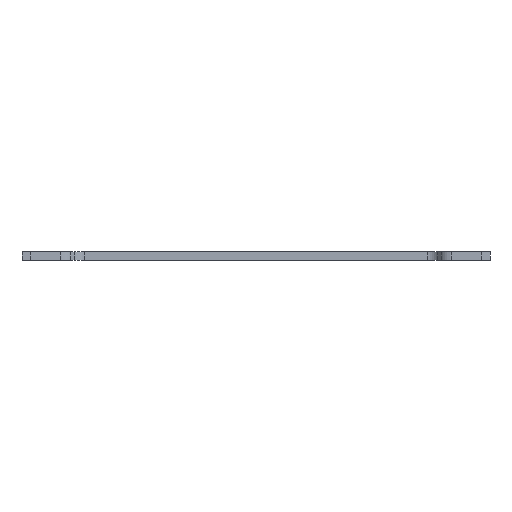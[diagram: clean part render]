
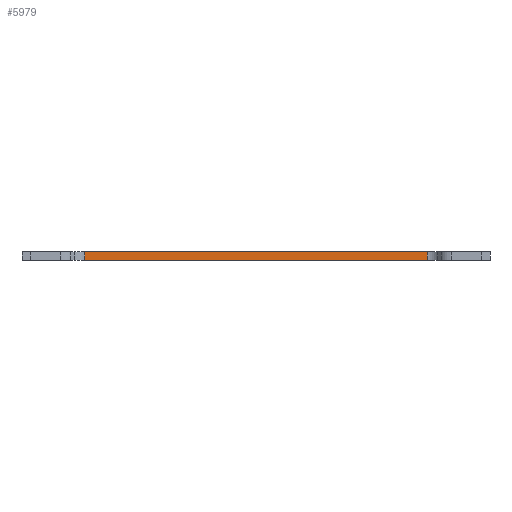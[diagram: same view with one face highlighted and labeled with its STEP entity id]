
A CAD part, front view. The second image highlights one B-rep face of the part: STEP entity #5979.
In plain terms, the highlighted planar face has unit normal (0, -1, 0).
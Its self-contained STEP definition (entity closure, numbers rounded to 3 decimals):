
#374 = LINE ( 'NONE', #7075, #7637 ) ;
#496 = DIRECTION ( 'NONE',  ( 0., 1., 0. ) ) ;
#749 = ORIENTED_EDGE ( 'NONE', *, *, #1828, .T. ) ;
#1135 = VERTEX_POINT ( 'NONE', #7839 ) ;
#1828 = EDGE_CURVE ( 'NONE', #1135, #3373, #374, .T. ) ;
#1899 = EDGE_CURVE ( 'NONE', #7046, #3912, #3443, .T. ) ;
#2013 = CARTESIAN_POINT ( 'NONE',  ( -128.109, 10., 3. ) ) ;
#2417 = CARTESIAN_POINT ( 'NONE',  ( 123.446, 10., -3. ) ) ;
#2837 = DIRECTION ( 'NONE',  ( 1., 0., 0. ) ) ;
#2894 = CARTESIAN_POINT ( 'NONE',  ( -128.109, 10., -3. ) ) ;
#3017 = CARTESIAN_POINT ( 'NONE',  ( -128.109, 10., 3. ) ) ;
#3373 = VERTEX_POINT ( 'NONE', #5468 ) ;
#3443 = LINE ( 'NONE', #6172, #8852 ) ;
#3681 = EDGE_LOOP ( 'NONE', ( #7874, #749, #8900, #5125 ) ) ;
#3912 = VERTEX_POINT ( 'NONE', #5650 ) ;
#4474 = VECTOR ( 'NONE', #7972, 1000. ) ;
#4965 = EDGE_CURVE ( 'NONE', #3373, #7046, #7068, .T. ) ;
#5125 = ORIENTED_EDGE ( 'NONE', *, *, #1899, .T. ) ;
#5468 = CARTESIAN_POINT ( 'NONE',  ( -123.446, 10., -3. ) ) ;
#5643 = DIRECTION ( 'NONE',  ( 0., 0., 1. ) ) ;
#5650 = CARTESIAN_POINT ( 'NONE',  ( 123.446, 10., 3. ) ) ;
#5979 = ADVANCED_FACE ( 'NONE', ( #8257 ), #8433, .F. ) ;
#6083 = DIRECTION ( 'NONE',  ( 0., 0., 1. ) ) ;
#6172 = CARTESIAN_POINT ( 'NONE',  ( 123.446, 10., 3. ) ) ;
#6847 = VECTOR ( 'NONE', #2837, 1000. ) ;
#6872 = DIRECTION ( 'NONE',  ( 0., 0., -1. ) ) ;
#7046 = VERTEX_POINT ( 'NONE', #2417 ) ;
#7068 = LINE ( 'NONE', #2894, #6847 ) ;
#7075 = CARTESIAN_POINT ( 'NONE',  ( -123.446, 10., -3. ) ) ;
#7480 = EDGE_CURVE ( 'NONE', #1135, #3912, #8220, .T. ) ;
#7637 = VECTOR ( 'NONE', #6872, 1000. ) ;
#7654 = AXIS2_PLACEMENT_3D ( 'NONE', #2013, #496, #5643 ) ;
#7839 = CARTESIAN_POINT ( 'NONE',  ( -123.446, 10., 3. ) ) ;
#7874 = ORIENTED_EDGE ( 'NONE', *, *, #7480, .F. ) ;
#7972 = DIRECTION ( 'NONE',  ( 1., 0., 0. ) ) ;
#8220 = LINE ( 'NONE', #3017, #4474 ) ;
#8257 = FACE_OUTER_BOUND ( 'NONE', #3681, .T. ) ;
#8433 = PLANE ( 'NONE',  #7654 ) ;
#8852 = VECTOR ( 'NONE', #6083, 1000. ) ;
#8900 = ORIENTED_EDGE ( 'NONE', *, *, #4965, .T. ) ;
